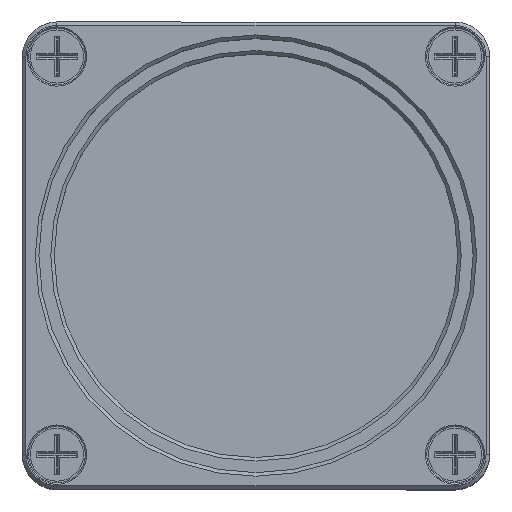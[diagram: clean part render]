
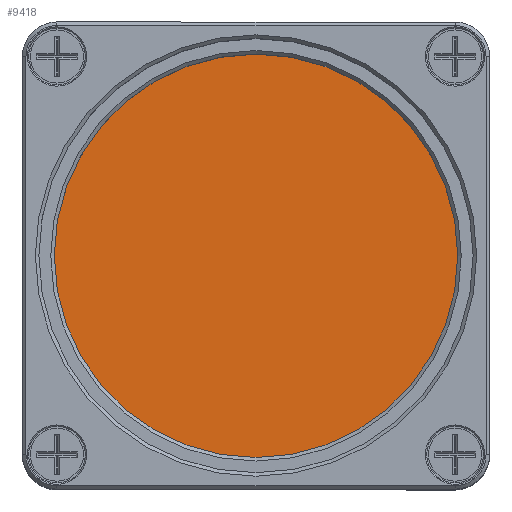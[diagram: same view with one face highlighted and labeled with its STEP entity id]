
A CAD part, top view. The second image highlights one B-rep face of the part: STEP entity #9418.
In plain terms, the highlighted planar face has unit normal (0, 0, 1).
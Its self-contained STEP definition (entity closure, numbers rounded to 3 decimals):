
#7218=FACE_OUTER_BOUND('',#19274,.T.);
#9418=ADVANCED_FACE('',(#7218),#11152,.T.);
#11152=PLANE('',#39547);
#19274=EDGE_LOOP('',(#21891));
#21891=ORIENTED_EDGE('',*,*,#33734,.T.);
#30579=VERTEX_POINT('',#52662);
#33734=EDGE_CURVE('',#30579,#30579,#38080,.T.);
#38080=CIRCLE('',#39544,12.5);
#39544=AXIS2_PLACEMENT_3D('',#52661,#43281,#43282);
#39547=AXIS2_PLACEMENT_3D('',#52666,#43287,#43288);
#43281=DIRECTION('',(0.,0.,1.));
#43282=DIRECTION('',(1.,0.,0.));
#43287=DIRECTION('',(0.,0.,1.));
#43288=DIRECTION('',(1.,0.,0.));
#52661=CARTESIAN_POINT('',(0.,0.,1.1));
#52662=CARTESIAN_POINT('',(12.5,0.,1.1));
#52666=CARTESIAN_POINT('',(0.,0.,1.1));
